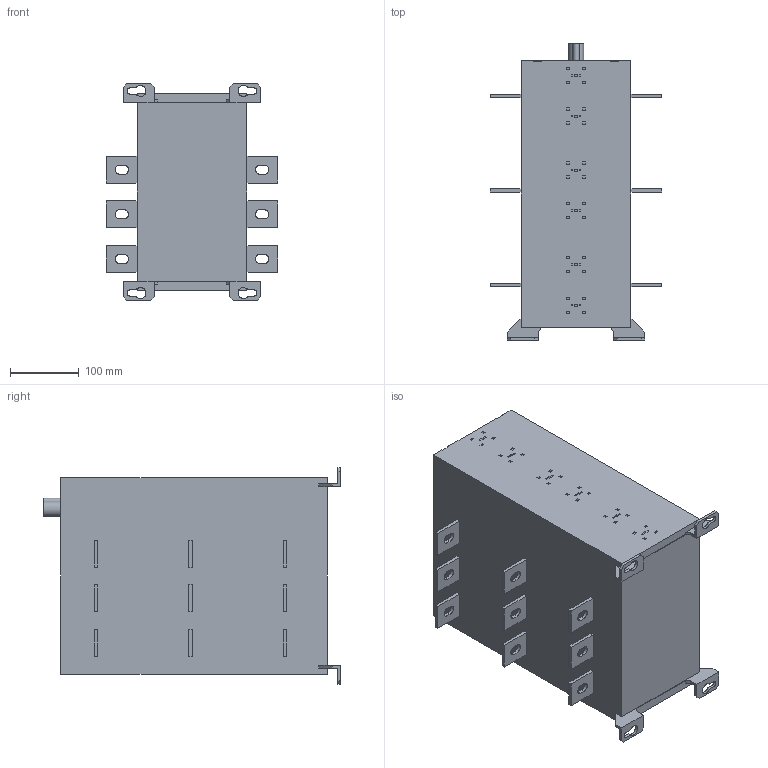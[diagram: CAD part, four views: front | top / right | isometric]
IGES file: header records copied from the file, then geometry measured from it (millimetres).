
Global section: file name: OT630-800E03Y_palikka.igs; preprocessor: I-DEAS 3D IGES Translator 11; date: 20110627.154341; units: millimetre
Bounding box: 250 x 432 x 315 mm (x, y, z)
Volume: 17898303.6 mm3; surface area: 531082.5 mm2
Topology: 1 solids, 1 shells, 702 faces, 1770 edges, 1180 vertices
Faces by surface type: bspline 702
